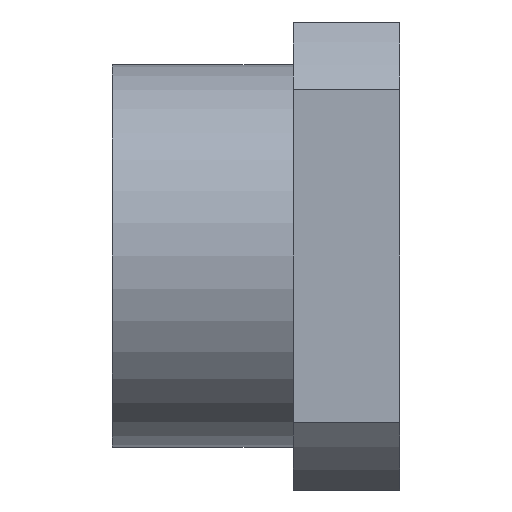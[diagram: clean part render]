
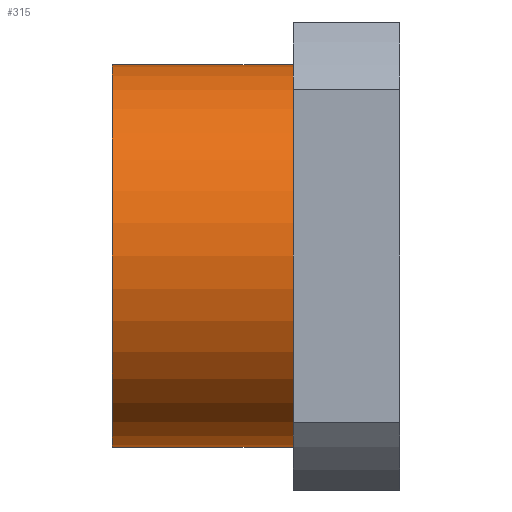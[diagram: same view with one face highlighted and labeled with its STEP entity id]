
A CAD part, left-side view. The second image highlights one B-rep face of the part: STEP entity #315.
In plain terms, the highlighted cylindrical face has radius 18 mm (diameter 36 mm), a partial arc.
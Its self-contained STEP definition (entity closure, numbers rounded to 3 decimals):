
#30 = AXIS2_PLACEMENT_3D ( 'NONE', #751, #1130, #64 ) ;
#41 = EDGE_CURVE ( 'NONE', #957, #132, #335, .T. ) ;
#64 = DIRECTION ( 'NONE',  ( 0., 0., 1. ) ) ;
#132 = VERTEX_POINT ( 'NONE', #212 ) ;
#182 = CIRCLE ( 'NONE', #1051, 18. ) ;
#208 = DIRECTION ( 'NONE',  ( 0., -1., 0. ) ) ;
#212 = CARTESIAN_POINT ( 'NONE',  ( 0., 5., 18. ) ) ;
#213 = ORIENTED_EDGE ( 'NONE', *, *, #41, .F. ) ;
#313 = LINE ( 'NONE', #417, #568 ) ;
#314 = CARTESIAN_POINT ( 'NONE',  ( 0., 22., 18. ) ) ;
#315 = ADVANCED_FACE ( 'NONE', ( #507 ), #652, .T. ) ;
#335 = LINE ( 'NONE', #1415, #1193 ) ;
#389 = EDGE_CURVE ( 'NONE', #1495, #132, #651, .T. ) ;
#414 = CARTESIAN_POINT ( 'NONE',  ( 0., 22., 0. ) ) ;
#417 = CARTESIAN_POINT ( 'NONE',  ( 0., 22., -18. ) ) ;
#432 = EDGE_CURVE ( 'NONE', #760, #957, #182, .T. ) ;
#507 = FACE_OUTER_BOUND ( 'NONE', #1013, .T. ) ;
#552 = DIRECTION ( 'NONE',  ( 0., 1., 0. ) ) ;
#568 = VECTOR ( 'NONE', #208, 1000. ) ;
#632 = ORIENTED_EDGE ( 'NONE', *, *, #432, .F. ) ;
#651 = CIRCLE ( 'NONE', #30, 18. ) ;
#652 = CYLINDRICAL_SURFACE ( 'NONE', #917, 18. ) ;
#751 = CARTESIAN_POINT ( 'NONE',  ( 0., 5., 0. ) ) ;
#760 = VERTEX_POINT ( 'NONE', #1351 ) ;
#880 = DIRECTION ( 'NONE',  ( 0., 0., -1. ) ) ;
#917 = AXIS2_PLACEMENT_3D ( 'NONE', #414, #1103, #880 ) ;
#957 = VERTEX_POINT ( 'NONE', #314 ) ;
#1013 = EDGE_LOOP ( 'NONE', ( #213, #632, #1353, #1154 ) ) ;
#1026 = DIRECTION ( 'NONE',  ( 0., 0., 1. ) ) ;
#1051 = AXIS2_PLACEMENT_3D ( 'NONE', #1274, #552, #1026 ) ;
#1103 = DIRECTION ( 'NONE',  ( 0., -1., 0. ) ) ;
#1130 = DIRECTION ( 'NONE',  ( 0., 1., 0. ) ) ;
#1154 = ORIENTED_EDGE ( 'NONE', *, *, #389, .T. ) ;
#1193 = VECTOR ( 'NONE', #1513, 1000. ) ;
#1274 = CARTESIAN_POINT ( 'NONE',  ( 0., 22., 0. ) ) ;
#1346 = EDGE_CURVE ( 'NONE', #760, #1495, #313, .T. ) ;
#1351 = CARTESIAN_POINT ( 'NONE',  ( 0., 22., -18. ) ) ;
#1353 = ORIENTED_EDGE ( 'NONE', *, *, #1346, .T. ) ;
#1415 = CARTESIAN_POINT ( 'NONE',  ( 0., 22., 18. ) ) ;
#1456 = CARTESIAN_POINT ( 'NONE',  ( 0., 5., -18. ) ) ;
#1495 = VERTEX_POINT ( 'NONE', #1456 ) ;
#1513 = DIRECTION ( 'NONE',  ( 0., -1., 0. ) ) ;
